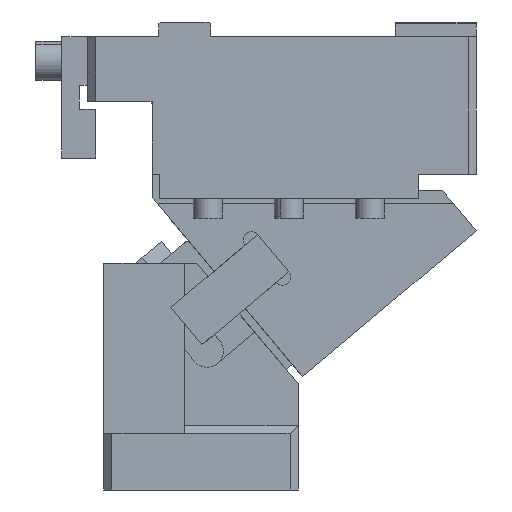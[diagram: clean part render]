
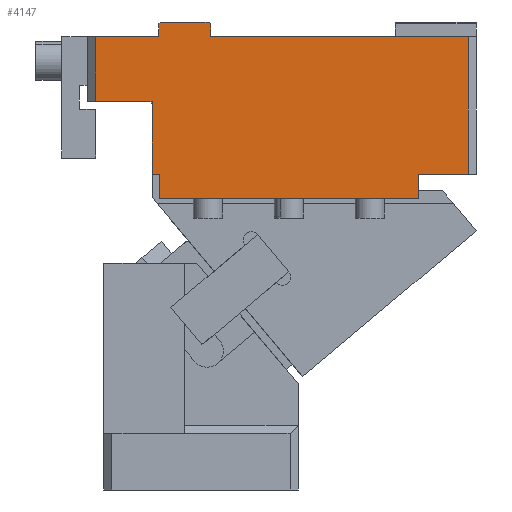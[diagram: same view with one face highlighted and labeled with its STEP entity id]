
A CAD part, front view. The second image highlights one B-rep face of the part: STEP entity #4147.
In plain terms, the highlighted planar face has unit normal (0, -1, 0).
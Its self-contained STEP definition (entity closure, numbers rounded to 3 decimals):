
#152=CARTESIAN_POINT('Vertex',(235.,-80.,-85.1)) ;
#155=CARTESIAN_POINT('Line Origine',(219.65,-80.,-85.1)) ;
#159=CARTESIAN_POINT('Vertex',(204.3,-80.,-85.1)) ;
#431=CARTESIAN_POINT('Vertex',(76.,-80.,0.)) ;
#434=CARTESIAN_POINT('Line Origine',(155.5,-80.,0.)) ;
#438=CARTESIAN_POINT('Vertex',(235.,-80.,0.)) ;
#1768=CARTESIAN_POINT('Line Origine',(235.,-80.,-42.55)) ;
#1838=CARTESIAN_POINT('Vertex',(44.,-80.,0.)) ;
#1841=CARTESIAN_POINT('Line Origine',(44.,-80.,4.)) ;
#1845=CARTESIAN_POINT('Vertex',(44.,-80.,8.)) ;
#1879=CARTESIAN_POINT('Line Origine',(44.5,-80.,8.5)) ;
#1883=CARTESIAN_POINT('Vertex',(45.,-80.,9.)) ;
#1909=CARTESIAN_POINT('Vertex',(75.,-80.,9.)) ;
#1919=CARTESIAN_POINT('Line Origine',(60.,-80.,9.)) ;
#1943=CARTESIAN_POINT('Line Origine',(75.5,-80.,8.5)) ;
#1947=CARTESIAN_POINT('Vertex',(76.,-80.,8.)) ;
#1972=CARTESIAN_POINT('Line Origine',(76.,-80.,4.)) ;
#2230=CARTESIAN_POINT('Vertex',(5.,-80.,-40.)) ;
#2235=CARTESIAN_POINT('Line Origine',(5.,-80.,-20.)) ;
#2239=CARTESIAN_POINT('Vertex',(5.,-80.,0.)) ;
#2742=CARTESIAN_POINT('Vertex',(40.,-80.,-40.1)) ;
#2756=CARTESIAN_POINT('Vertex',(40.,-80.,-85.1)) ;
#2759=CARTESIAN_POINT('Line Origine',(40.,-80.,-62.6)) ;
#3770=CARTESIAN_POINT('Line Origine',(38.884,-80.,-40.1)) ;
#3774=CARTESIAN_POINT('Vertex',(37.768,-80.,-40.1)) ;
#3872=CARTESIAN_POINT('Line Origine',(24.5,-80.,0.)) ;
#4055=CARTESIAN_POINT('Line Origine',(21.,-80.,-40.)) ;
#4059=CARTESIAN_POINT('Vertex',(37.,-80.,-40.)) ;
#4084=CARTESIAN_POINT('Axis2P3D Location',(37.,-80.,-43.)) ;
#4096=CARTESIAN_POINT('Axis2P3D Location',(44.3,-80.,-100.1)) ;
#4101=CARTESIAN_POINT('Line Origine',(42.15,-80.,-85.1)) ;
#4105=CARTESIAN_POINT('Vertex',(44.3,-80.,-85.1)) ;
#4108=CARTESIAN_POINT('Line Origine',(44.3,-80.,-92.6)) ;
#4112=CARTESIAN_POINT('Vertex',(44.3,-80.,-100.1)) ;
#4115=CARTESIAN_POINT('Line Origine',(124.3,-80.,-100.1)) ;
#4119=CARTESIAN_POINT('Vertex',(204.3,-80.,-100.1)) ;
#4122=CARTESIAN_POINT('Line Origine',(204.3,-80.,-92.6)) ;
#156=DIRECTION('Vector Direction',(-1.,0.,0.)) ;
#435=DIRECTION('Vector Direction',(1.,0.,0.)) ;
#1769=DIRECTION('Vector Direction',(0.,0.,1.)) ;
#1842=DIRECTION('Vector Direction',(0.,0.,-1.)) ;
#1880=DIRECTION('Vector Direction',(-0.707,0.,-0.707)) ;
#1920=DIRECTION('Vector Direction',(-1.,0.,0.)) ;
#1944=DIRECTION('Vector Direction',(-0.707,0.,0.707)) ;
#1973=DIRECTION('Vector Direction',(0.,0.,1.)) ;
#2236=DIRECTION('Vector Direction',(0.,0.,-1.)) ;
#2760=DIRECTION('Vector Direction',(0.,0.,-1.)) ;
#3771=DIRECTION('Vector Direction',(1.,0.,0.)) ;
#3873=DIRECTION('Vector Direction',(1.,0.,0.)) ;
#4056=DIRECTION('Vector Direction',(1.,0.,0.)) ;
#4085=DIRECTION('Axis2P3D Direction',(0.,-1.,0.)) ;
#4097=DIRECTION('Axis2P3D Direction',(0.,1.,0.)) ;
#4098=DIRECTION('Axis2P3D XDirection',(1.,0.,0.)) ;
#4102=DIRECTION('Vector Direction',(-1.,0.,0.)) ;
#4109=DIRECTION('Vector Direction',(0.,0.,1.)) ;
#4116=DIRECTION('Vector Direction',(-1.,0.,0.)) ;
#4123=DIRECTION('Vector Direction',(0.,0.,1.)) ;
#4086=AXIS2_PLACEMENT_3D('Circle Axis2P3D',#4084,#4085,$) ;
#4099=AXIS2_PLACEMENT_3D('Plane Axis2P3D',#4096,#4097,#4098) ;
#4128=ORIENTED_EDGE('',*,*,#4088,.F.) ;
#4129=ORIENTED_EDGE('',*,*,#3776,.T.) ;
#4130=ORIENTED_EDGE('',*,*,#2763,.T.) ;
#4131=ORIENTED_EDGE('',*,*,#4107,.F.) ;
#4132=ORIENTED_EDGE('',*,*,#4114,.F.) ;
#4133=ORIENTED_EDGE('',*,*,#4121,.F.) ;
#4134=ORIENTED_EDGE('',*,*,#4126,.T.) ;
#4135=ORIENTED_EDGE('',*,*,#161,.F.) ;
#4136=ORIENTED_EDGE('',*,*,#1772,.T.) ;
#4137=ORIENTED_EDGE('',*,*,#440,.F.) ;
#4138=ORIENTED_EDGE('',*,*,#1976,.T.) ;
#4139=ORIENTED_EDGE('',*,*,#1949,.T.) ;
#4140=ORIENTED_EDGE('',*,*,#1923,.T.) ;
#4141=ORIENTED_EDGE('',*,*,#1885,.T.) ;
#4142=ORIENTED_EDGE('',*,*,#1847,.T.) ;
#4143=ORIENTED_EDGE('',*,*,#3876,.F.) ;
#4144=ORIENTED_EDGE('',*,*,#2241,.T.) ;
#4145=ORIENTED_EDGE('',*,*,#4061,.T.) ;
#157=VECTOR('Line Direction',#156,1.) ;
#436=VECTOR('Line Direction',#435,1.) ;
#1770=VECTOR('Line Direction',#1769,1.) ;
#1843=VECTOR('Line Direction',#1842,1.) ;
#1881=VECTOR('Line Direction',#1880,1.) ;
#1921=VECTOR('Line Direction',#1920,1.) ;
#1945=VECTOR('Line Direction',#1944,1.) ;
#1974=VECTOR('Line Direction',#1973,1.) ;
#2237=VECTOR('Line Direction',#2236,1.) ;
#2761=VECTOR('Line Direction',#2760,1.) ;
#3772=VECTOR('Line Direction',#3771,1.) ;
#3874=VECTOR('Line Direction',#3873,1.) ;
#4057=VECTOR('Line Direction',#4056,1.) ;
#4103=VECTOR('Line Direction',#4102,1.) ;
#4110=VECTOR('Line Direction',#4109,1.) ;
#4117=VECTOR('Line Direction',#4116,1.) ;
#4124=VECTOR('Line Direction',#4123,1.) ;
#4147=ADVANCED_FACE('CAM HOLDER',(#4146),#4100,.F.) ;
#4087=CIRCLE('generated circle',#4086,3.) ;
#161=EDGE_CURVE('',#153,#160,#158,.T.) ;
#440=EDGE_CURVE('',#432,#439,#437,.T.) ;
#1772=EDGE_CURVE('',#153,#439,#1771,.T.) ;
#1847=EDGE_CURVE('',#1846,#1839,#1844,.T.) ;
#1885=EDGE_CURVE('',#1884,#1846,#1882,.T.) ;
#1923=EDGE_CURVE('',#1910,#1884,#1922,.T.) ;
#1949=EDGE_CURVE('',#1948,#1910,#1946,.T.) ;
#1976=EDGE_CURVE('',#432,#1948,#1975,.T.) ;
#2241=EDGE_CURVE('',#2240,#2231,#2238,.T.) ;
#2763=EDGE_CURVE('',#2743,#2757,#2762,.T.) ;
#3776=EDGE_CURVE('',#3775,#2743,#3773,.T.) ;
#3876=EDGE_CURVE('',#2240,#1839,#3875,.T.) ;
#4061=EDGE_CURVE('',#2231,#4060,#4058,.T.) ;
#4088=EDGE_CURVE('',#3775,#4060,#4087,.T.) ;
#4107=EDGE_CURVE('',#4106,#2757,#4104,.T.) ;
#4114=EDGE_CURVE('',#4113,#4106,#4111,.T.) ;
#4121=EDGE_CURVE('',#4120,#4113,#4118,.T.) ;
#4126=EDGE_CURVE('',#4120,#160,#4125,.T.) ;
#4127=EDGE_LOOP('',(#4128,#4129,#4130,#4131,#4132,#4133,#4134,#4135,#4136,#4137,#4138,#4139,#4140,#4141,#4142,#4143,#4144,#4145)) ;
#4146=FACE_OUTER_BOUND('',#4127,.T.) ;
#158=LINE('Line',#155,#157) ;
#437=LINE('Line',#434,#436) ;
#1771=LINE('Line',#1768,#1770) ;
#1844=LINE('Line',#1841,#1843) ;
#1882=LINE('Line',#1879,#1881) ;
#1922=LINE('Line',#1919,#1921) ;
#1946=LINE('Line',#1943,#1945) ;
#1975=LINE('Line',#1972,#1974) ;
#2238=LINE('Line',#2235,#2237) ;
#2762=LINE('Line',#2759,#2761) ;
#3773=LINE('Line',#3770,#3772) ;
#3875=LINE('Line',#3872,#3874) ;
#4058=LINE('Line',#4055,#4057) ;
#4104=LINE('Line',#4101,#4103) ;
#4111=LINE('Line',#4108,#4110) ;
#4118=LINE('Line',#4115,#4117) ;
#4125=LINE('Line',#4122,#4124) ;
#4100=PLANE('Plane',#4099) ;
#153=VERTEX_POINT('',#152) ;
#160=VERTEX_POINT('',#159) ;
#432=VERTEX_POINT('',#431) ;
#439=VERTEX_POINT('',#438) ;
#1839=VERTEX_POINT('',#1838) ;
#1846=VERTEX_POINT('',#1845) ;
#1884=VERTEX_POINT('',#1883) ;
#1910=VERTEX_POINT('',#1909) ;
#1948=VERTEX_POINT('',#1947) ;
#2231=VERTEX_POINT('',#2230) ;
#2240=VERTEX_POINT('',#2239) ;
#2743=VERTEX_POINT('',#2742) ;
#2757=VERTEX_POINT('',#2756) ;
#3775=VERTEX_POINT('',#3774) ;
#4060=VERTEX_POINT('',#4059) ;
#4106=VERTEX_POINT('',#4105) ;
#4113=VERTEX_POINT('',#4112) ;
#4120=VERTEX_POINT('',#4119) ;
